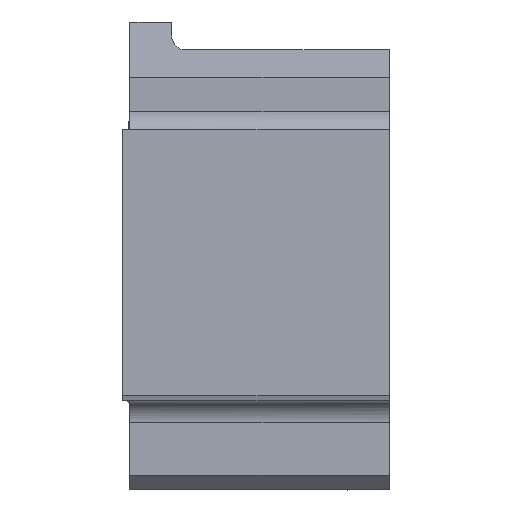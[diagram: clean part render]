
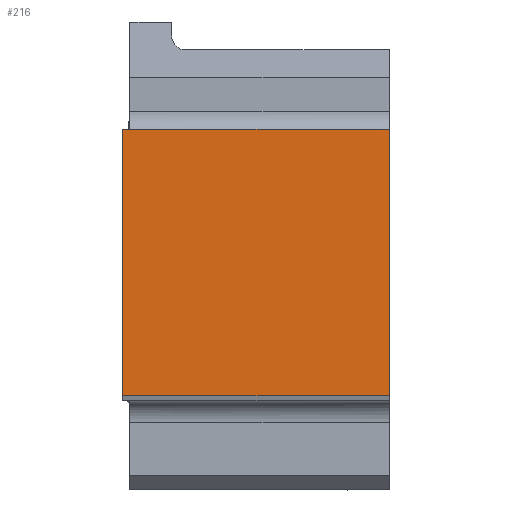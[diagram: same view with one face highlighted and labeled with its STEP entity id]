
A CAD part, top view. The second image highlights one B-rep face of the part: STEP entity #216.
In plain terms, the highlighted planar face has unit normal (0, 0, 1).
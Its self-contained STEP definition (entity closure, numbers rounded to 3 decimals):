
#216=ADVANCED_FACE('',(#405),#315,.T.);
#315=PLANE('',#3024);
#405=FACE_OUTER_BOUND('',#539,.T.);
#539=EDGE_LOOP('',(#1043,#1044,#1045,#1046));
#1043=ORIENTED_EDGE('',*,*,#1929,.T.);
#1044=ORIENTED_EDGE('',*,*,#1798,.F.);
#1045=ORIENTED_EDGE('',*,*,#1928,.F.);
#1046=ORIENTED_EDGE('',*,*,#1926,.F.);
#1489=VERTEX_POINT('',#4721);
#1490=VERTEX_POINT('',#4723);
#1584=VERTEX_POINT('',#5063);
#1585=VERTEX_POINT('',#5065);
#1798=EDGE_CURVE('',#1489,#1490,#2453,.T.);
#1926=EDGE_CURVE('',#1584,#1585,#2528,.T.);
#1928=EDGE_CURVE('',#1585,#1489,#2530,.T.);
#1929=EDGE_CURVE('',#1584,#1490,#2531,.T.);
#2453=LINE('',#4722,#2665);
#2528=LINE('',#5064,#2740);
#2530=LINE('',#5068,#2742);
#2531=LINE('',#5070,#2743);
#2665=VECTOR('',#3337,1.);
#2740=VECTOR('',#3562,1.);
#2742=VECTOR('',#3566,1.);
#2743=VECTOR('',#3569,1.);
#3024=AXIS2_PLACEMENT_3D('',#5071,#3570,#3571);
#3337=DIRECTION('',(0.,-1.,0.));
#3562=DIRECTION('',(0.,1.,0.));
#3566=DIRECTION('',(1.,0.,0.));
#3569=DIRECTION('',(1.,0.,0.));
#3570=DIRECTION('',(0.,0.,1.));
#3571=DIRECTION('',(-1.,0.,0.));
#4721=CARTESIAN_POINT('',(0.,9.525,0.));
#4722=CARTESIAN_POINT('',(0.,9.525,0.));
#4723=CARTESIAN_POINT('',(0.,0.,0.));
#5063=CARTESIAN_POINT('',(-9.525,0.,0.));
#5064=CARTESIAN_POINT('',(-9.525,0.,0.));
#5065=CARTESIAN_POINT('',(-9.525,9.525,0.));
#5068=CARTESIAN_POINT('',(-9.525,9.525,0.));
#5070=CARTESIAN_POINT('',(-9.525,0.,0.));
#5071=CARTESIAN_POINT('',(-4.763,4.763,0.));
